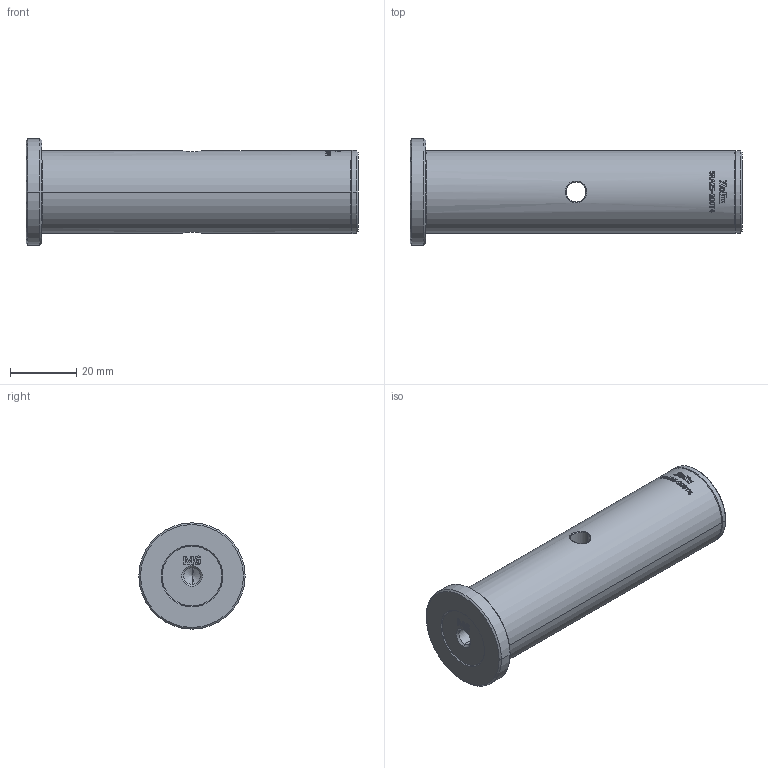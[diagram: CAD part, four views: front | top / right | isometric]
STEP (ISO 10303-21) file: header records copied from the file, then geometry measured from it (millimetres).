
FILE_DESCRIPTION (( 'STEP AP203' ), '1' );
FILE_NAME ('SRA25-100T4.STEP', '2025-07-18T06:04:44', ( '' ), ( '' ), 'SwSTEP 2.0', 'SolidWorks 2020', '' );
FILE_SCHEMA (( 'CONFIG_CONTROL_DESIGN' ));
Length unit declared in the file: millimetre
Products named in the file (1): SRA25-100T4
Bounding box: 100 x 32 x 32 mm (x, y, z)
Volume: 49343.3 mm3; surface area: 10240.5 mm2
Topology: 1 solids, 1 shells, 479 faces, 1292 edges, 846 vertices
Faces by surface type: bspline 299, plane 106, cylinder 42, cone 30, torus 2
Entity records: 28997 total; most frequent: CARTESIAN_POINT 19473, ORIENTED_EDGE 2568, EDGE_CURVE 1284, B_SPLINE_CURVE_WITH_KNOTS 891, DIRECTION 889, VERTEX_POINT 846, EDGE_LOOP 520, ADVANCED_FACE 479
